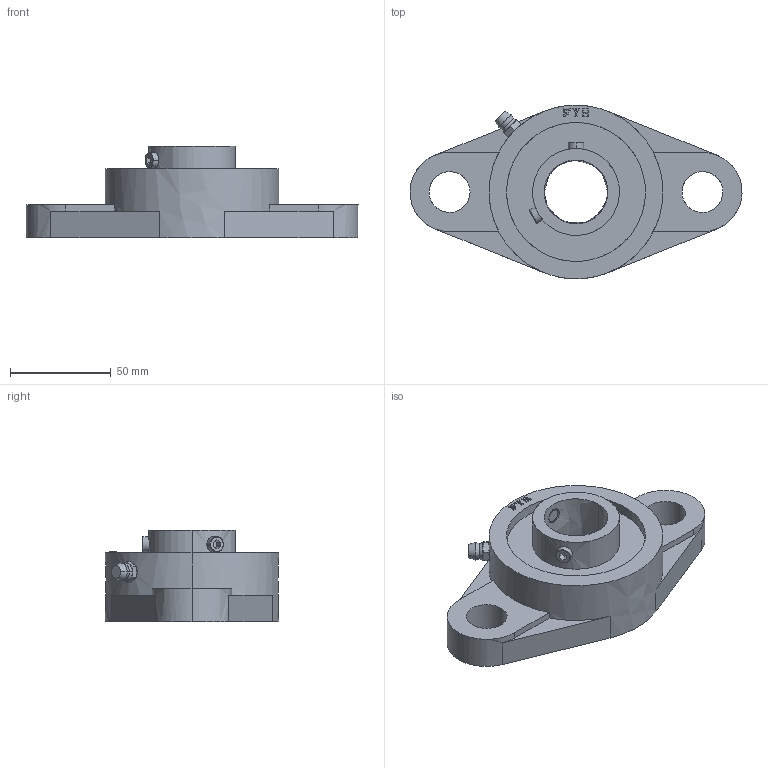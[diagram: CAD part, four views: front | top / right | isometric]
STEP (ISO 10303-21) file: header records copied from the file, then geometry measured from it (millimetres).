
FILE_DESCRIPTION(('FreeCAD Model'),'2;1');
FILE_NAME('Open CASCADE Shape Model','2025-05-02T10:03:38',('FreeCAD'),( 'FreeCAD'),'Open CASCADE STEP processor 7.6','FreeCAD','Unknown');
FILE_SCHEMA(('AUTOMOTIVE_DESIGN { 1 0 10303 214 1 1 1 1 }'));
Length unit declared in the file: millimetre
Products named in the file (1): Open CASCADE STEP translator 7.6 1
Bounding box: 164.39 x 85.97 x 45.27 mm (x, y, z)
Volume: 193003.3 mm3; surface area: 41078.6 mm2
Topology: 1 solids, 1 shells, 138 faces, 337 edges, 215 vertices
Faces by surface type: bspline 138
Entity records: 5697 total; most frequent: CARTESIAN_POINT 3690, ORIENTED_EDGE 674, EDGE_CURVE 337, B_SPLINE_CURVE_WITH_KNOTS 251, VERTEX_POINT 215, FACE_BOUND 158, EDGE_LOOP 158, ADVANCED_FACE 138
